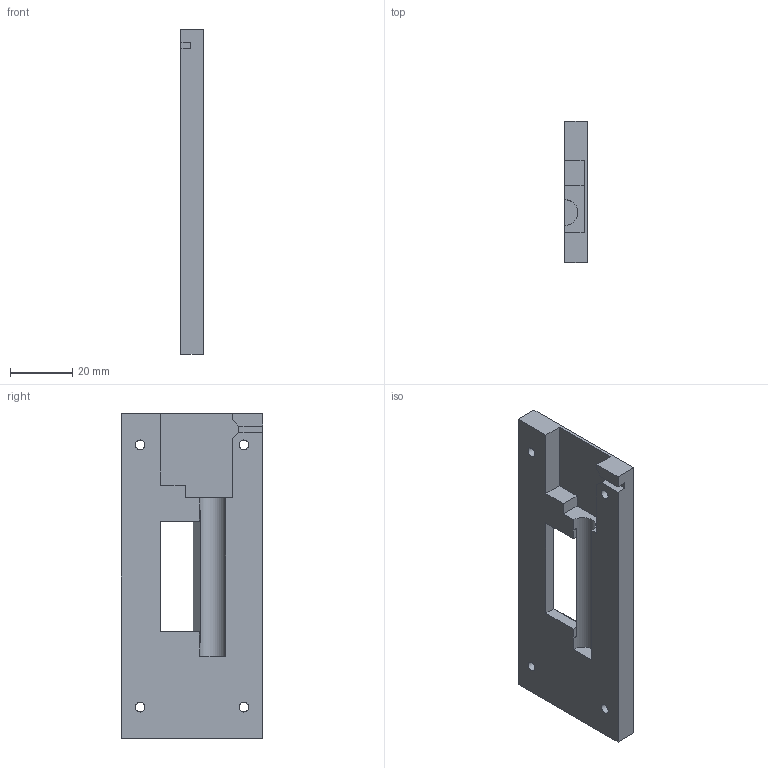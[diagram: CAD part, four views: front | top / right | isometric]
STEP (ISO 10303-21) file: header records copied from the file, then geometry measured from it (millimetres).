
FILE_DESCRIPTION(/* description */ ('Корпус заслонки для серво 9г'),/* implementation_level */ '2;1');
FILE_NAME(/* name */ 'UNIT_AIR_DAMPER_SRVO_9G_housing_halve_2.step',/* time_stamp */ '2025-09-24T19:42:10+03:00',/* author */ ('ruslanpavlucenko'),/* organization */ (''),/* preprocessor_version */ 'ST-DEVELOPER v19.2',/* originating_system */ 'Autodesk Inventor 2024',/* authorisation */ '');
FILE_SCHEMA (('AUTOMOTIVE_DESIGN { 1 0 10303 214 3 1 1 }'));
Length unit declared in the file: millimetre
Products named in the file (1): Твердое тело9
Bounding box: 7.15 x 45.2 x 104 mm (x, y, z)
Volume: 24819.8 mm3; surface area: 12007.7 mm2
Topology: 1 solids, 1 shells, 41 faces, 112 edges, 72 vertices
Faces by surface type: plane 36, cylinder 5
Full cylindrical faces by diameter (mm): 3.1 x4
Entity records: 1387 total; most frequent: CARTESIAN_POINT 226, ORIENTED_EDGE 224, DIRECTION 208, EDGE_CURVE 112, LINE 100, VECTOR 100, VERTEX_POINT 72, AXIS2_PLACEMENT_3D 54
